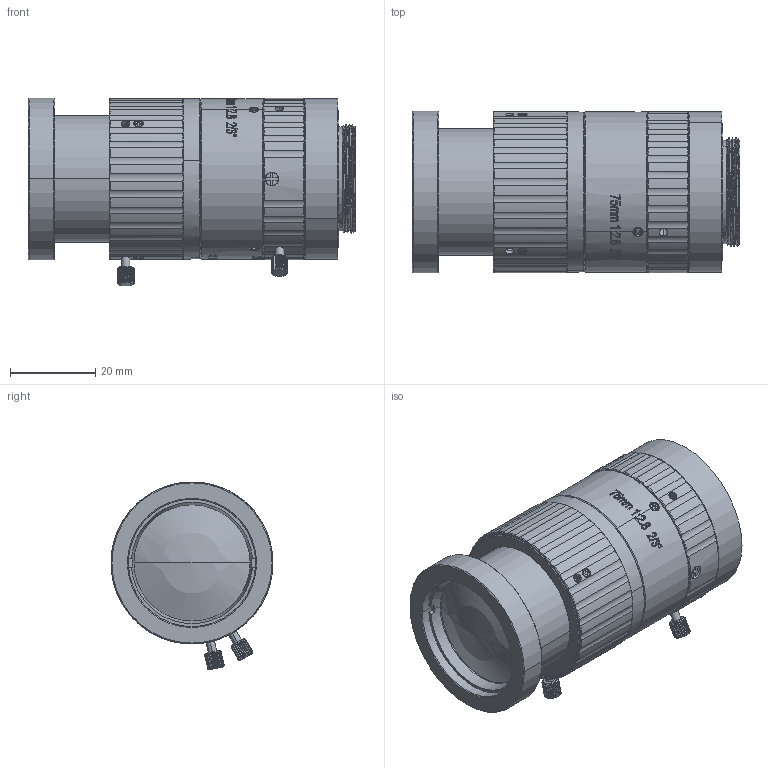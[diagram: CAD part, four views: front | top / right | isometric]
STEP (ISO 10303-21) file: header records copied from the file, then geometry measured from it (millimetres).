
FILE_DESCRIPTION(('FreeCAD Model'),'2;1');
FILE_NAME('Open CASCADE Shape Model','2025-01-22T11:35:56',('Author'),( ''),'Open CASCADE STEP processor 7.8','FreeCAD','Unknown');
FILE_SCHEMA(('AUTOMOTIVE_DESIGN { 1 0 10303 214 1 1 1 1 }'));
Length unit declared in the file: millimetre
Products named in the file (9): VA-LCM-12MP-75MM-F2.8-110; SOLID; COMPOUND006; COMPOUND; COMPOUND001; COMPOUND002; COMPOUND003; COMPOUND004; COMPOUND005
Assembly tree (8 placements, depth 3):
  VA-LCM-12MP-75MM-F2.8-110
    SOLID
    COMPOUND006
      COMPOUND
      COMPOUND001
      COMPOUND002
      COMPOUND003
      COMPOUND004
      COMPOUND005
Bounding box: 76.91 x 38 x 44.13 mm (x, y, z)
Volume: 62943.6 mm3; surface area: 29173.8 mm2
Topology: 1 solids, 36 shells, 2084 faces, 5429 edges, 3504 vertices
Faces by surface type: plane 663, cylinder 649, bspline 419, cone 343, extrusion 8, sphere 2
Entity records: 87080 total; most frequent: CARTESIAN_POINT 38851, ORIENTED_EDGE 10846, DIRECTION 8537, EDGE_CURVE 5423, VERTEX_POINT 3504, AXIS2_PLACEMENT_3D 3112, VECTOR 2313, FACE_BOUND 2305
